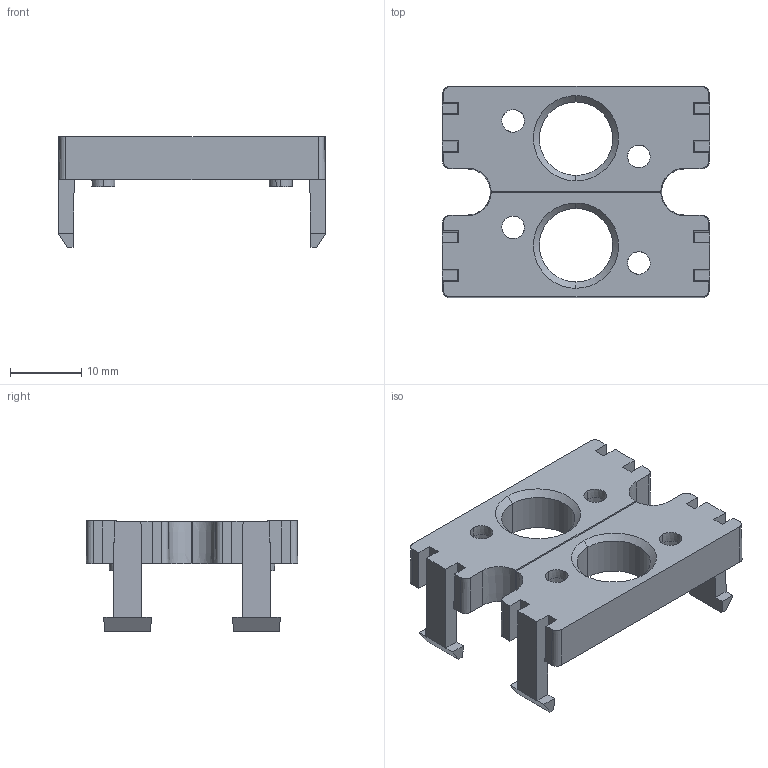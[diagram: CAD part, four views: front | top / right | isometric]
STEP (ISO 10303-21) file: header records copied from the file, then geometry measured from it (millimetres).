
FILE_DESCRIPTION (( 'STEP AP214' ), '1' );
FILE_NAME ('ECP3029-02.step', '2018-03-21T18:26:08', ( '' ), ( '' ), 'SwSTEP 2.0', 'SolidWorks 2017', '' );
FILE_SCHEMA (( 'AUTOMOTIVE_DESIGN' ));
Length unit declared in the file: inch
Products named in the file (1): ECP3029-02
Bounding box: 37.68 x 29.8 x 15.58 mm (x, y, z)
Volume: 3920.3 mm3; surface area: 5076.1 mm2
Topology: 2 solids, 2 shells, 194 faces, 532 edges, 348 vertices
Faces by surface type: plane 98, cone 92, cylinder 4
Entity records: 8781 total; most frequent: CARTESIAN_POINT 1183, ORIENTED_EDGE 1064, DIRECTION 1062, EDGE_CURVE 532, AXIS2_PLACEMENT_3D 371, VERTEX_POINT 348, VECTOR 320, LINE 320
